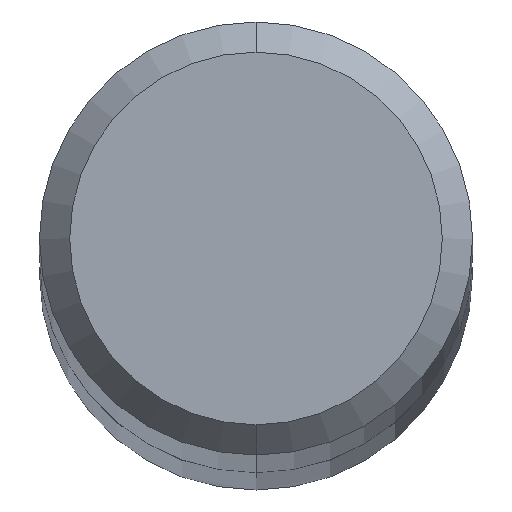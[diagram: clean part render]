
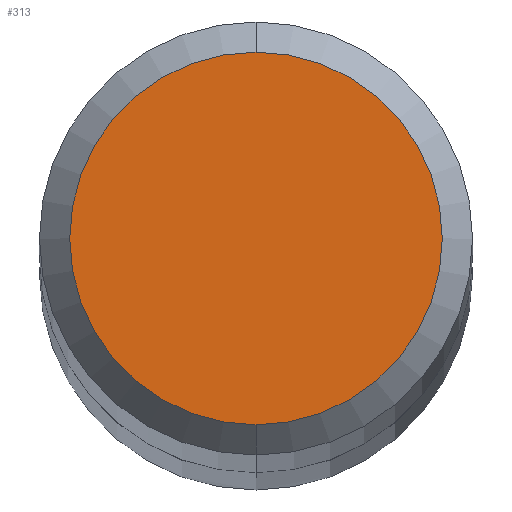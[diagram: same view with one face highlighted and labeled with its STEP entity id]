
A CAD part, top view. The second image highlights one B-rep face of the part: STEP entity #313.
In plain terms, the highlighted planar face has unit normal (0, 0, 1).
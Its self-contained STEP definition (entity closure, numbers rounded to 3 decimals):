
#173=VERTEX_POINT('',#436);
#177=EDGE_CURVE('',#173,#363,#440,.T.);
#225=EDGE_CURVE('',#363,#173,#493,.T.);
#313=ADVANCED_FACE('',(#588),#589,.T.);
#363=VERTEX_POINT('',#644);
#436=CARTESIAN_POINT('',(0.,-1.85,98.0));
#440=CIRCLE('',#735,1.85);
#493=CIRCLE('',#827,1.85);
#588=FACE_OUTER_BOUND('',#1076,.T.);
#589=PLANE('',#1077);
#644=CARTESIAN_POINT('',(0.0,1.85,98.0));
#735=AXIS2_PLACEMENT_3D('',#1330,#1331,#1332);
#827=AXIS2_PLACEMENT_3D('',#1380,#1381,#1382);
#1076=EDGE_LOOP('',(#1477,#1478));
#1077=AXIS2_PLACEMENT_3D('',#1479,#1480,#1481);
#1330=CARTESIAN_POINT('',(0.0,0.0,98.0));
#1331=DIRECTION('',(0.0,0.0,-1.0));
#1332=DIRECTION('',(0.0,1.0,0.0));
#1380=CARTESIAN_POINT('',(0.0,0.0,98.0));
#1381=DIRECTION('',(0.0,0.0,-1.0));
#1382=DIRECTION('',(0.0,1.0,0.0));
#1477=ORIENTED_EDGE('',*,*,#225,.F.);
#1478=ORIENTED_EDGE('',*,*,#177,.F.);
#1479=CARTESIAN_POINT('',(0.0,0.925,98.0));
#1480=DIRECTION('',(-0.0,0.0,1.0));
#1481=DIRECTION('',(0.0,-1.0,0.0));
